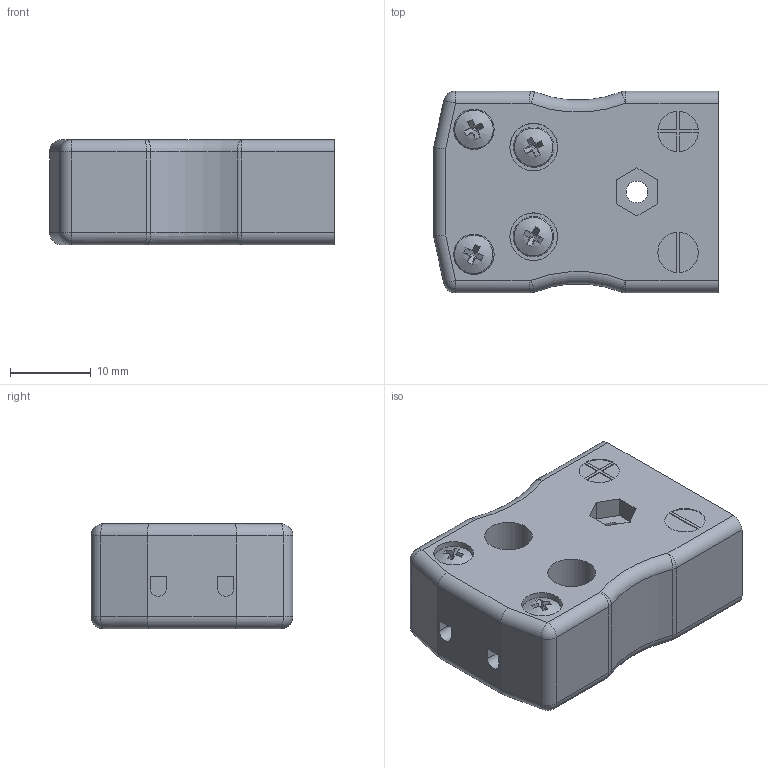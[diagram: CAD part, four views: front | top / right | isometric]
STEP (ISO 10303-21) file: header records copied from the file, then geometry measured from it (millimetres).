
FILE_DESCRIPTION (( 'STEP AP214' ), '1' );
FILE_NAME ('228-Yellow-Standard inline Socket Quick Wire.STEP', '2025-12-17T08:51:31', ( '' ), ( '' ), 'SwSTEP 2.0', 'SolidWorks 2014', '' );
FILE_SCHEMA (( 'AUTOMOTIVE_DESIGN' ));
Length unit declared in the file: millimetre
Products named in the file (6): 158-Standard inline plug quick wire_Yellow; 137-M2-5 Phillips head Screw_10.7mm thread; 228-Yellow-Standard inline Socket Quick Wire; 146-Cylindrical Pos Connector; 147-Cylindrical Neg Connector; 137-M2-5 Phillips head Screw_6.2mm thread
Assembly tree (9 placements, depth 2):
  228-Yellow-Standard inline Socket Quick Wire
    158-Standard inline plug quick wire_Yellow
    137-M2-5 Phillips head Screw_10.7mm thread  x2
    146-Cylindrical Pos Connector  x2
    147-Cylindrical Neg Connector  x2
    137-M2-5 Phillips head Screw_6.2mm thread  x2
Bounding box: 35.3 x 25 x 13.07 mm (x, y, z)
Volume: 9785.2 mm3; surface area: 5824.3 mm2
Topology: 9 solids, 9 shells, 360 faces, 856 edges, 539 vertices
Faces by surface type: plane 167, cylinder 157, bspline 20, sphere 8, torus 4, cone 4
Full cylindrical faces by diameter (mm): 2.5 x72, 2.7 x5, 5 x6, 5.9 x2, 6.6 x1, 7.4 x1
Entity records: 18766 total; most frequent: CARTESIAN_POINT 13866, DIRECTION 970, ORIENTED_EDGE 908, EDGE_CURVE 454, AXIS2_PLACEMENT_3D 348, VERTEX_POINT 296, LINE 274, VECTOR 274
